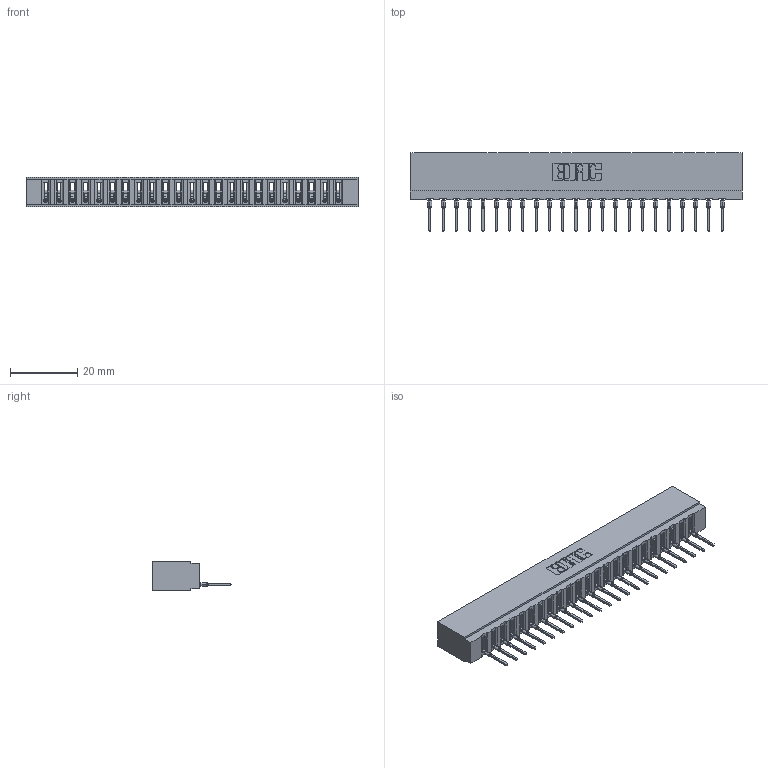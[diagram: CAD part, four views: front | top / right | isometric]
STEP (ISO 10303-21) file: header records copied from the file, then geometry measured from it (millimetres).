
FILE_DESCRIPTION (( 'STEP AP203' ), '1' );
FILE_NAME ('717-023-522-101.STEP', '2026-02-20T20:52:49', ( '' ), ( '' ), 'SwSTEP 2.0', 'SolidWorks 2023', '' );
FILE_SCHEMA (( 'CONFIG_CONTROL_DESIGN' ));
Length unit declared in the file: millimetre
Products named in the file (3): 717 Part_Insulator Option - 06; 745-292-001_522; 717-023-522-101
Assembly tree (24 placements, depth 2):
  717-023-522-101
    717 Part_Insulator Option - 06
    745-292-001_522  x23
Bounding box: 99.01 x 23.48 x 8.89 mm (x, y, z)
Volume: 8456.6 mm3; surface area: 11724 mm2
Topology: 24 solids, 24 shells, 2693 faces, 7404 edges, 4674 vertices
Faces by surface type: plane 1618, cylinder 477, bspline 460, torus 138
Entity records: 41269 total; most frequent: CARTESIAN_POINT 7776, ORIENTED_EDGE 7196, DIRECTION 6254, EDGE_CURVE 3598, VECTOR 3278, LINE 3278, VERTEX_POINT 2298, AXIS2_PLACEMENT_3D 1488
